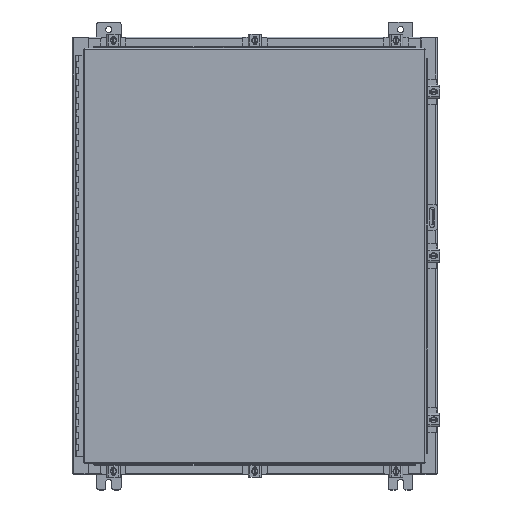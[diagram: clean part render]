
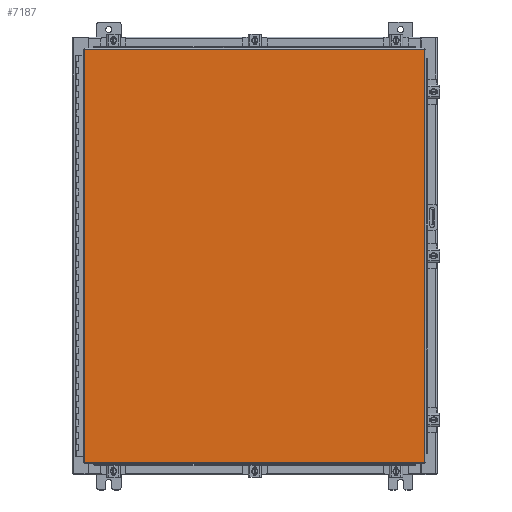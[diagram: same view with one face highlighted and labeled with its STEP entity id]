
A CAD part, top view. The second image highlights one B-rep face of the part: STEP entity #7187.
In plain terms, the highlighted planar face has unit normal (0, 0, 1).
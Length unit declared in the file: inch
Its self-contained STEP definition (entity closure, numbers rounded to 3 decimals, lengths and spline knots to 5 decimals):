
#945 = CARTESIAN_POINT ( 'NONE',  ( 13.9903, 17.0063, 0. ) ) ;
#2297 = CARTESIAN_POINT ( 'NONE',  ( 0., 0., 0. ) ) ;
#2458 = DIRECTION ( 'NONE',  ( 0., 0., -1. ) ) ;
#2585 = EDGE_LOOP ( 'NONE', ( #3341, #33400, #28409, #34525 ) ) ;
#3130 = AXIS2_PLACEMENT_3D ( 'NONE', #2297, #2458, #25849 ) ;
#3341 = ORIENTED_EDGE ( 'NONE', *, *, #34549, .T. ) ;
#3706 = EDGE_CURVE ( 'NONE', #38608, #5333, #6994, .T. ) ;
#3832 = EDGE_CURVE ( 'NONE', #24831, #30740, #19551, .T. ) ;
#5333 = VERTEX_POINT ( 'NONE', #26682 ) ;
#5947 = VECTOR ( 'NONE', #21430, 39.37008 ) ;
#6994 = LINE ( 'NONE', #14846, #5947 ) ;
#7187 = ADVANCED_FACE ( 'NONE', ( #15879 ), #42466, .F. ) ;
#8664 = CARTESIAN_POINT ( 'NONE',  ( 13.9903, -17.0063, 0. ) ) ;
#10432 = DIRECTION ( 'NONE',  ( 1., 0., 0. ) ) ;
#10637 = VECTOR ( 'NONE', #25498, 39.37008 ) ;
#13830 = CARTESIAN_POINT ( 'NONE',  ( -13.9903, -17.0063, 0. ) ) ;
#14846 = CARTESIAN_POINT ( 'NONE',  ( -13.9903, 17.0063, 0. ) ) ;
#15879 = FACE_OUTER_BOUND ( 'NONE', #2585, .T. ) ;
#19551 = LINE ( 'NONE', #8664, #10637 ) ;
#21430 = DIRECTION ( 'NONE',  ( 0., -1., 0. ) ) ;
#24831 = VERTEX_POINT ( 'NONE', #25434 ) ;
#25434 = CARTESIAN_POINT ( 'NONE',  ( 13.9903, -17.0063, 0. ) ) ;
#25498 = DIRECTION ( 'NONE',  ( 0., 1., 0. ) ) ;
#25499 = DIRECTION ( 'NONE',  ( -1., 0., 0. ) ) ;
#25646 = CARTESIAN_POINT ( 'NONE',  ( -13.9903, 17.0063, 0. ) ) ;
#25849 = DIRECTION ( 'NONE',  ( -1., 0., 0. ) ) ;
#26682 = CARTESIAN_POINT ( 'NONE',  ( -13.9903, -17.0063, 0. ) ) ;
#27727 = EDGE_CURVE ( 'NONE', #30740, #38608, #41954, .T. ) ;
#28409 = ORIENTED_EDGE ( 'NONE', *, *, #27727, .T. ) ;
#28786 = VECTOR ( 'NONE', #10432, 39.37008 ) ;
#30740 = VERTEX_POINT ( 'NONE', #945 ) ;
#30863 = LINE ( 'NONE', #13830, #28786 ) ;
#33079 = VECTOR ( 'NONE', #25499, 39.37008 ) ;
#33400 = ORIENTED_EDGE ( 'NONE', *, *, #3832, .T. ) ;
#34525 = ORIENTED_EDGE ( 'NONE', *, *, #3706, .T. ) ;
#34549 = EDGE_CURVE ( 'NONE', #5333, #24831, #30863, .T. ) ;
#35544 = CARTESIAN_POINT ( 'NONE',  ( 13.9903, 17.0063, 0. ) ) ;
#38608 = VERTEX_POINT ( 'NONE', #25646 ) ;
#41954 = LINE ( 'NONE', #35544, #33079 ) ;
#42466 = PLANE ( 'NONE',  #3130 ) ;
